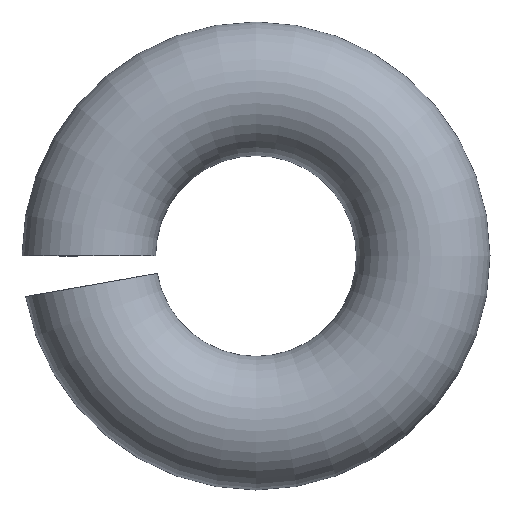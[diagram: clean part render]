
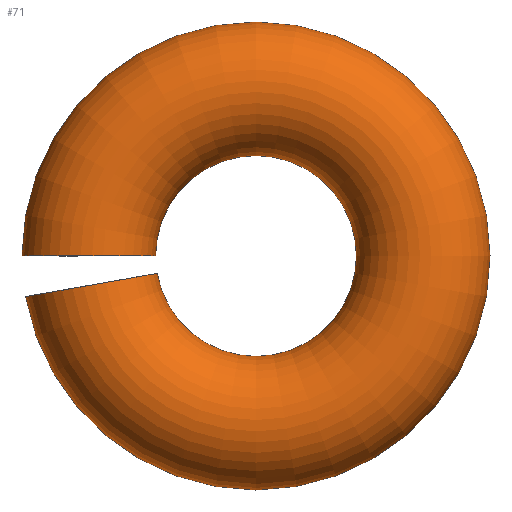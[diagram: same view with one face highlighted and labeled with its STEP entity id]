
A CAD part, front view. The second image highlights one B-rep face of the part: STEP entity #71.
In plain terms, the highlighted toroidal (fillet/blend) face has major radius 5 mm and minor radius 2 mm.
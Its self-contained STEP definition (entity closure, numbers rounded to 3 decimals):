
#20=CARTESIAN_POINT('',(0.,0.,0.));
#21=DIRECTION('',(-1.,0.,0.));
#22=DIRECTION('',(-0.,-1.,0.));
#23=AXIS2_PLACEMENT_3D('',#20,#22,#21);
#24=TOROIDAL_SURFACE('',#23,5.,2.);
#25=CARTESIAN_POINT('',(-2.954,0.,-0.521));
#26=VERTEX_POINT('',#25);
#27=CARTESIAN_POINT('',(-5.533,1.902,-0.976));
#28=VERTEX_POINT('',#27);
#29=CARTESIAN_POINT('',(-4.924,0.,-0.868));
#30=DIRECTION('',(0.985,0.,0.174));
#31=DIRECTION('',(0.174,0.,-0.985));
#32=AXIS2_PLACEMENT_3D('',#29,#31,#30);
#33=CIRCLE('',#32,2.);
#34=EDGE_CURVE('',#26,#28,#33,.T.);
#35=ORIENTED_EDGE('E1',*,*,#34,.T.);
#36=CARTESIAN_POINT('',(-5.618,1.902,0.));
#37=VERTEX_POINT('',#36);
#38=CARTESIAN_POINT('',(0.,1.902,0.));
#39=DIRECTION('',(-0.985,0.,-0.174));
#40=DIRECTION('',(0.,-1.,0.));
#41=AXIS2_PLACEMENT_3D('',#38,#40,#39);
#42=CIRCLE('',#41,5.618);
#43=EDGE_CURVE('',#28,#37,#42,.T.);
#44=ORIENTED_EDGE('E2',*,*,#43,.T.);
#45=CARTESIAN_POINT('',(-3.,0.,0.));
#46=VERTEX_POINT('',#45);
#47=CARTESIAN_POINT('',(-5.,0.,0.));
#48=DIRECTION('',(-0.309,0.951,0.));
#49=DIRECTION('',(0.,0.,1.));
#50=AXIS2_PLACEMENT_3D('',#47,#49,#48);
#51=CIRCLE('',#50,2.);
#52=EDGE_CURVE('',#37,#46,#51,.T.);
#53=ORIENTED_EDGE('E3',*,*,#52,.T.);
#54=CARTESIAN_POINT('',(-5.,0.,0.));
#55=DIRECTION('',(1.,0.,0.));
#56=DIRECTION('',(0.,0.,1.));
#57=AXIS2_PLACEMENT_3D('',#54,#56,#55);
#58=CIRCLE('',#57,2.);
#59=EDGE_CURVE('',#46,#37,#58,.T.);
#60=ORIENTED_EDGE('E4',*,*,#59,.T.);
#61=ORIENTED_EDGE('E4',*,*,#43,.F.);
#62=CARTESIAN_POINT('',(-4.924,0.,-0.868));
#63=DIRECTION('',(-0.304,0.951,-0.054));
#64=DIRECTION('',(0.174,0.,-0.985));
#65=AXIS2_PLACEMENT_3D('',#62,#64,#63);
#66=CIRCLE('',#65,2.);
#67=EDGE_CURVE('',#28,#26,#66,.T.);
#68=ORIENTED_EDGE('E5',*,*,#67,.T.);
#69=EDGE_LOOP('',(#35,#44,#53,#60,#61,#68));
#70=FACE_OUTER_BOUND('',#69,.T.);
#71=ADVANCED_FACE('F1',(#70),#24,.T.);
